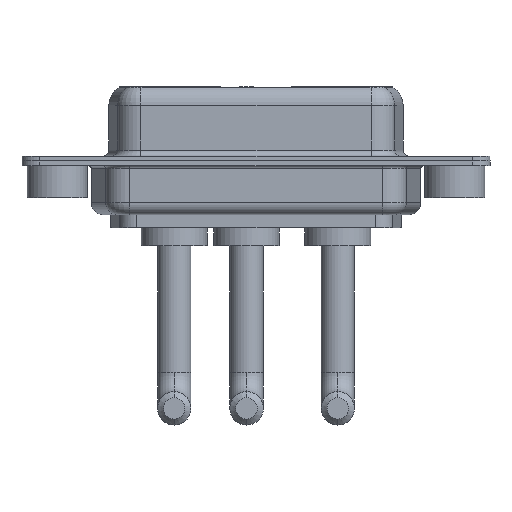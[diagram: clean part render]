
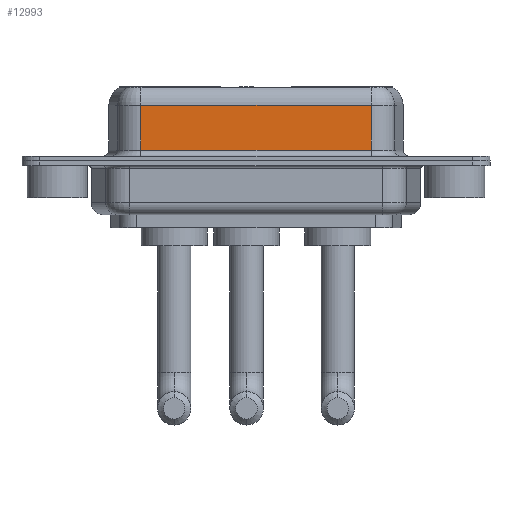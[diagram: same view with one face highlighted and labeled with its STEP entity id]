
A CAD part, front view. The second image highlights one B-rep face of the part: STEP entity #12993.
In plain terms, the highlighted planar face has unit normal (0, -1, 0).
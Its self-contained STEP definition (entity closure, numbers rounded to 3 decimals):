
#117 = DIRECTION ( 'NONE',  ( 1., 0., 0. ) ) ;
#139 = AXIS2_PLACEMENT_3D ( 'NONE', #1421, #5900, #3671 ) ;
#1421 = CARTESIAN_POINT ( 'NONE',  ( 26.287, -3.95, 6.4 ) ) ;
#1802 = EDGE_CURVE ( 'NONE', #13244, #8352, #11329, .T. ) ;
#1806 = CARTESIAN_POINT ( 'NONE',  ( 26.287, -3.95, 4.65 ) ) ;
#1973 = VECTOR ( 'NONE', #117, 1000. ) ;
#2018 = EDGE_CURVE ( 'NONE', #13244, #3022, #12714, .T. ) ;
#2107 = CARTESIAN_POINT ( 'NONE',  ( 26.287, -3.95, 0.9 ) ) ;
#2982 = VECTOR ( 'NONE', #11223, 1000. ) ;
#3022 = VERTEX_POINT ( 'NONE', #2107 ) ;
#3671 = DIRECTION ( 'NONE',  ( 0., 0., 1. ) ) ;
#4045 = DIRECTION ( 'NONE',  ( -1., 0., 0. ) ) ;
#4146 = CARTESIAN_POINT ( 'NONE',  ( 26.287, -3.95, 4.65 ) ) ;
#4910 = EDGE_LOOP ( 'NONE', ( #7548, #7252, #10273, #12638 ) ) ;
#5317 = VERTEX_POINT ( 'NONE', #10836 ) ;
#5435 = CARTESIAN_POINT ( 'NONE',  ( 26.287, -3.95, 0.9 ) ) ;
#5900 = DIRECTION ( 'NONE',  ( 0., 1., 0. ) ) ;
#6430 = EDGE_CURVE ( 'NONE', #8352, #5317, #6982, .T. ) ;
#6982 = LINE ( 'NONE', #13518, #2982 ) ;
#7252 = ORIENTED_EDGE ( 'NONE', *, *, #1802, .T. ) ;
#7548 = ORIENTED_EDGE ( 'NONE', *, *, #2018, .F. ) ;
#7762 = FACE_OUTER_BOUND ( 'NONE', #4910, .T. ) ;
#7891 = EDGE_CURVE ( 'NONE', #5317, #3022, #8673, .T. ) ;
#8352 = VERTEX_POINT ( 'NONE', #12900 ) ;
#8526 = DIRECTION ( 'NONE',  ( 0., 0., -1. ) ) ;
#8673 = LINE ( 'NONE', #5435, #1973 ) ;
#10075 = VECTOR ( 'NONE', #8526, 1000. ) ;
#10273 = ORIENTED_EDGE ( 'NONE', *, *, #6430, .T. ) ;
#10745 = VECTOR ( 'NONE', #4045, 1000. ) ;
#10836 = CARTESIAN_POINT ( 'NONE',  ( 7.013, -3.95, 0.9 ) ) ;
#11095 = PLANE ( 'NONE',  #139 ) ;
#11223 = DIRECTION ( 'NONE',  ( 0., 0., -1. ) ) ;
#11329 = LINE ( 'NONE', #1806, #10745 ) ;
#11873 = CARTESIAN_POINT ( 'NONE',  ( 26.287, -3.95, 6.4 ) ) ;
#12638 = ORIENTED_EDGE ( 'NONE', *, *, #7891, .T. ) ;
#12714 = LINE ( 'NONE', #11873, #10075 ) ;
#12900 = CARTESIAN_POINT ( 'NONE',  ( 7.013, -3.95, 4.65 ) ) ;
#12993 = ADVANCED_FACE ( 'NONE', ( #7762 ), #11095, .F. ) ;
#13244 = VERTEX_POINT ( 'NONE', #4146 ) ;
#13518 = CARTESIAN_POINT ( 'NONE',  ( 7.013, -3.95, 6.4 ) ) ;
